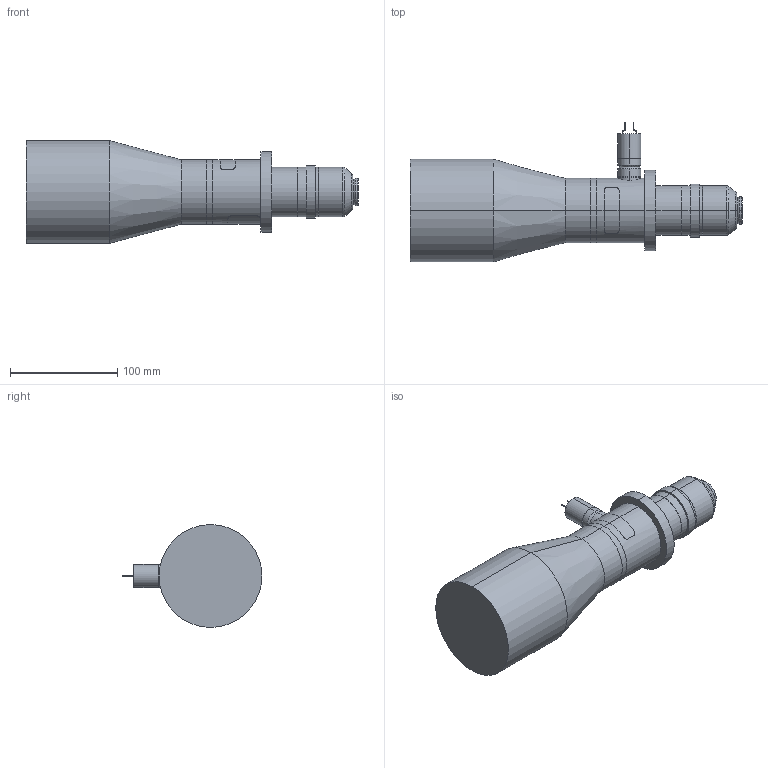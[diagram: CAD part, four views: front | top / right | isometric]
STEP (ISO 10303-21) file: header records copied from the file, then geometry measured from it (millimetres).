
FILE_DESCRIPTION (( 'STEP AP203' ), '1' );
FILE_NAME ('S5LPL6033_LED.STEP', '2020-02-03T07:05:29', ( '' ), ( '' ), 'SwSTEP 2.0', 'SolidWorks 2017', '' );
FILE_SCHEMA (( 'CONFIG_CONTROL_DESIGN' ));
Length unit declared in the file: millimetre
Products named in the file (1): S5LPL6033_LED
Bounding box: 309.96 x 130.63 x 96 mm (x, y, z)
Volume: 1285625.2 mm3; surface area: 84927.9 mm2
Topology: 1 solids, 1 shells, 103 faces, 239 edges, 152 vertices
Faces by surface type: cylinder 45, plane 28, cone 20, torus 10
Entity records: 3242 total; most frequent: CARTESIAN_POINT 719, DIRECTION 561, ORIENTED_EDGE 478, EDGE_CURVE 239, AXIS2_PLACEMENT_3D 228, VERTEX_POINT 152, CIRCLE 124, EDGE_LOOP 117
